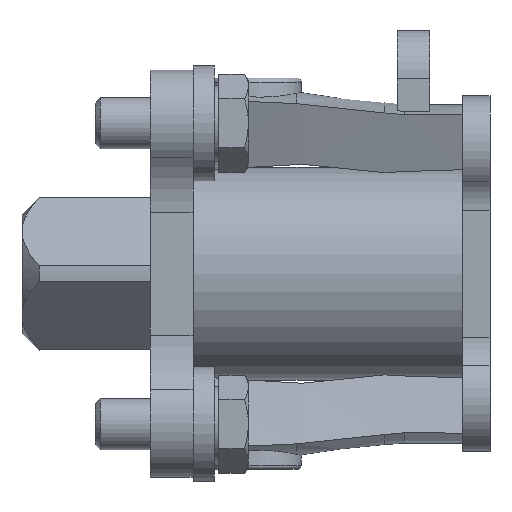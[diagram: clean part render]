
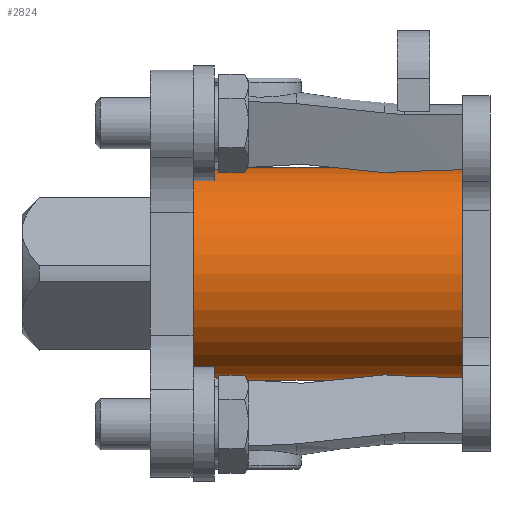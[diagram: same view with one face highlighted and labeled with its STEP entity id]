
A CAD part, left-side view. The second image highlights one B-rep face of the part: STEP entity #2824.
In plain terms, the highlighted cylindrical face has radius 12.5 mm (diameter 25 mm), a full revolution.
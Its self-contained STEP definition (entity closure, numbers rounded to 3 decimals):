
#377=CYLINDRICAL_SURFACE('',#3221,12.5);
#562=CIRCLE('',#3220,12.5);
#563=CIRCLE('',#3222,12.5);
#1250=ORIENTED_EDGE('',*,*,#1744,.F.);
#1251=ORIENTED_EDGE('',*,*,#1743,.T.);
#1743=EDGE_CURVE('',#2029,#2029,#562,.T.);
#1744=EDGE_CURVE('',#2030,#2030,#563,.T.);
#2029=VERTEX_POINT('',#5211);
#2030=VERTEX_POINT('',#5214);
#2350=EDGE_LOOP('',(#1250));
#2351=EDGE_LOOP('',(#1251));
#2577=FACE_BOUND('',#2350,.T.);
#2578=FACE_BOUND('',#2351,.T.);
#2824=ADVANCED_FACE('',(#2577,#2578),#377,.T.);
#3220=AXIS2_PLACEMENT_3D('',#5210,#3986,#3987);
#3221=AXIS2_PLACEMENT_3D('',#5212,#3988,#3989);
#3222=AXIS2_PLACEMENT_3D('',#5213,#3990,#3991);
#3986=DIRECTION('',(0.,-1.,0.));
#3987=DIRECTION('',(0.,0.,-1.));
#3988=DIRECTION('',(0.,-1.,0.));
#3989=DIRECTION('',(0.,0.,-1.));
#3990=DIRECTION('',(0.,-1.,0.));
#3991=DIRECTION('',(0.,0.,-1.));
#5210=CARTESIAN_POINT('',(0.,-1.,0.));
#5211=CARTESIAN_POINT('',(0.,-1.,-12.5));
#5212=CARTESIAN_POINT('',(0.,-39.,0.));
#5213=CARTESIAN_POINT('',(0.,-38.,0.));
#5214=CARTESIAN_POINT('',(0.,-38.,-12.5));
